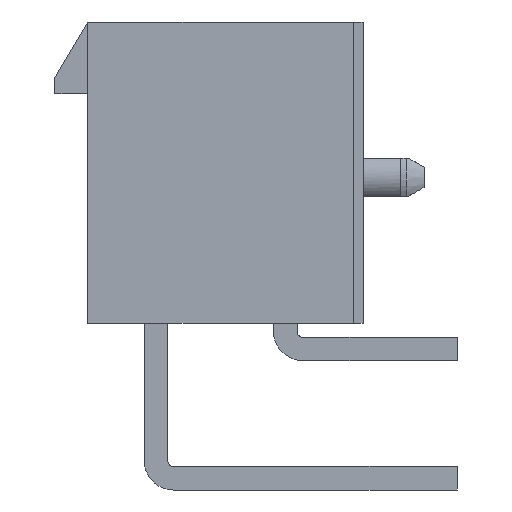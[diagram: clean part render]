
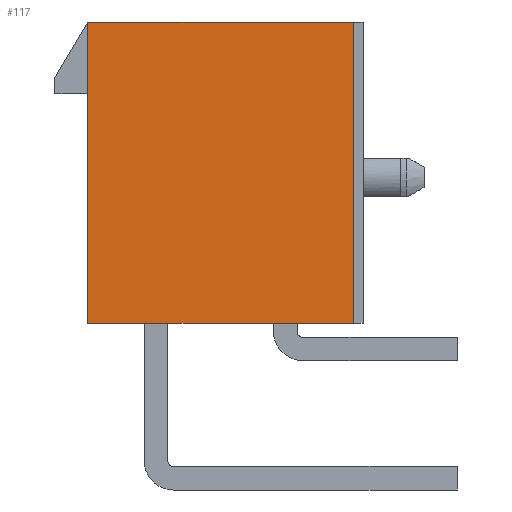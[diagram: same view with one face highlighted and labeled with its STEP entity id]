
A CAD part, left-side view. The second image highlights one B-rep face of the part: STEP entity #117.
In plain terms, the highlighted planar face has unit normal (-1, 0, 0).
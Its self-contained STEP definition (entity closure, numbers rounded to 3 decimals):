
#117=ADVANCED_FACE('',(#276),#277,.T.);
#276=FACE_OUTER_BOUND('',#453,.T.);
#277=PLANE('',#454);
#453=EDGE_LOOP('',(#1060,#1061,#1062,#1063));
#454=AXIS2_PLACEMENT_3D('',#1064,#1065,#1066);
#1060=ORIENTED_EDGE('',*,*,#1199,.T.);
#1061=ORIENTED_EDGE('',*,*,#1323,.T.);
#1062=ORIENTED_EDGE('',*,*,#1296,.F.);
#1063=ORIENTED_EDGE('',*,*,#1402,.F.);
#1064=CARTESIAN_POINT('',(-2.7,5.65,0.0));
#1065=DIRECTION('',(-1.0,0.0,0.0));
#1066=DIRECTION('',(0.0,0.0,1.0));
#1199=EDGE_CURVE('',#1426,#1423,#1427,.T.);
#1296=EDGE_CURVE('',#1601,#1603,#1604,.T.);
#1323=EDGE_CURVE('',#1423,#1603,#1645,.T.);
#1402=EDGE_CURVE('',#1426,#1601,#1769,.T.);
#1423=VERTEX_POINT('',#1796);
#1426=VERTEX_POINT('',#1800);
#1427=LINE('',#1801,#1802);
#1601=VERTEX_POINT('',#2063);
#1603=VERTEX_POINT('',#2066);
#1604=LINE('',#2067,#2068);
#1645=LINE('',#2135,#2136);
#1769=LINE('',#2330,#2331);
#1796=CARTESIAN_POINT('',(-2.7,-5.65,0.0));
#1800=CARTESIAN_POINT('',(-2.7,5.65,0.0));
#1801=CARTESIAN_POINT('',(-2.7,5.65,0.0));
#1802=VECTOR('',#2379,11.3);
#2063=CARTESIAN_POINT('',(-2.7,5.65,12.8));
#2066=CARTESIAN_POINT('',(-2.7,-5.65,12.8));
#2067=CARTESIAN_POINT('',(-2.7,5.65,12.8));
#2068=VECTOR('',#2492,11.3);
#2135=CARTESIAN_POINT('',(-2.7,-5.65,0.0));
#2136=VECTOR('',#2519,12.8);
#2330=CARTESIAN_POINT('',(-2.7,5.65,0.0));
#2331=VECTOR('',#2634,12.8);
#2379=DIRECTION('',(0.0,-1.0,0.0));
#2492=DIRECTION('',(0.0,-1.0,0.0));
#2519=DIRECTION('',(0.0,0.0,1.0));
#2634=DIRECTION('',(0.0,0.0,1.0));
